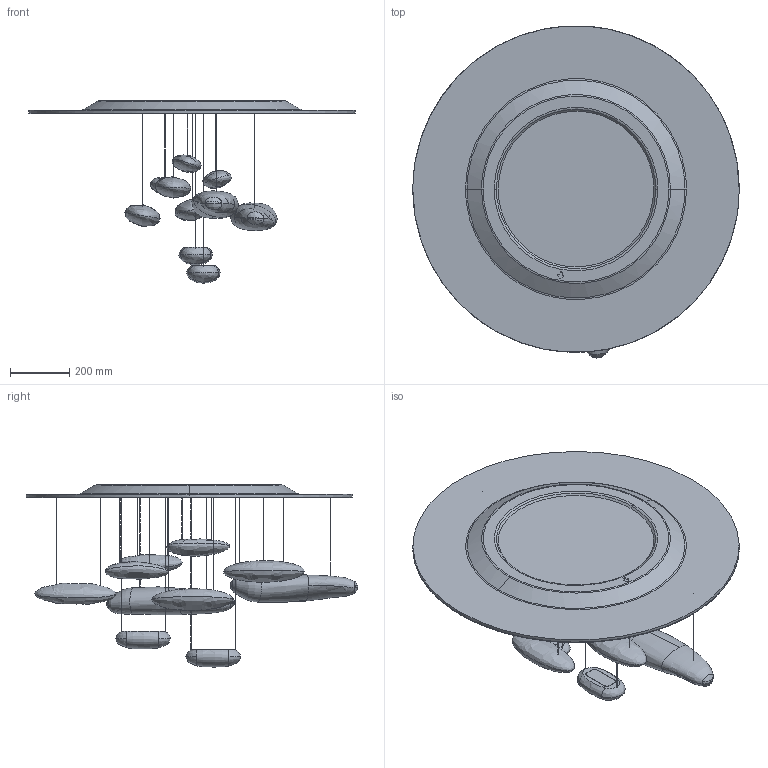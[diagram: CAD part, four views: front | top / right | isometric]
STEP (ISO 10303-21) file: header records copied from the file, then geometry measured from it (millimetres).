
FILE_DESCRIPTION(/* description */ (''),/* implementation_level */ '2;1');
FILE_NAME(/* name */ '136700_Mercury soffitto',/* time_stamp */ '2016-05-16T15:45:39+02:00',/* author */ (''),/* organization */ (''),/* preprocessor_version */ 'ST-DEVELOPER v10',/* originating_system */ '',/* authorisation */ '');
FILE_SCHEMA (('CONFIG_CONTROL_DESIGN'));
Length unit declared in the file: millimetre
Products named in the file (31): 1; 2; 3; 4; 5; 6; 7; 8; 9; 10; 11; 12; 13; 14; 15; 16; 17; 18; 19; 20; 21; 22; 23; 24; 25; 26; 27; 28; 29; 30; 31
Assembly tree (36 placements, depth 3):
  1
    2
      3
    4
      5
    6
      7
    8  x3
      9
    10
      11
    12  x2
      13
    14
    15
      14
    16
      17
    18
      19
    20
      21
    22
      23
    24
      25
    26
      27
    28  x2
      29
      30
    31  x2
Bounding box: 1099.2 x 1117.57 x 613.48 mm (x, y, z)
Volume: 34712721.1 mm3; surface area: 2720985.7 mm2
Topology: 13 solids, 85 shells, 246 faces, 710 edges, 423 vertices
Faces by surface type: bspline 212, plane 34
Entity records: 32107 total; most frequent: CARTESIAN_POINT 26472, ORIENTED_EDGE 817, EDGE_CURVE 490, VERTEX_POINT 349, ORGANIZATION 217, PERSON_AND_ORGANIZATION 217, EDGE_LOOP 211, ADVANCED_FACE 206
